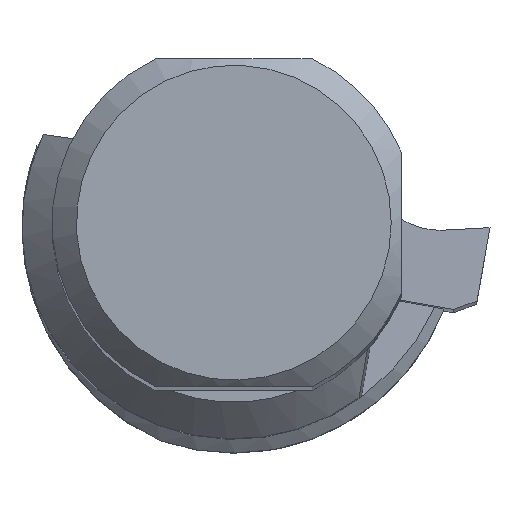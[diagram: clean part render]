
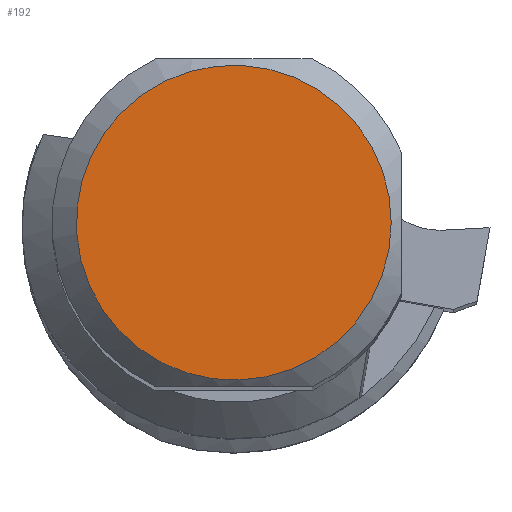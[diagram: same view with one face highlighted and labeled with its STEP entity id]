
A CAD part, top view. The second image highlights one B-rep face of the part: STEP entity #192.
In plain terms, the highlighted planar face has unit normal (0, 0, 1).
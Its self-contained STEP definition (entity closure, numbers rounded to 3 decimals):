
#129=CIRCLE('',#1356,11.);
#192=ADVANCED_FACE('',(#300),#239,.T.);
#239=PLANE('',#1357);
#300=FACE_OUTER_BOUND('',#364,.T.);
#364=EDGE_LOOP('',(#680));
#680=ORIENTED_EDGE('',*,*,#985,.F.);
#819=VERTEX_POINT('',#2065);
#985=EDGE_CURVE('',#819,#819,#129,.T.);
#1356=AXIS2_PLACEMENT_3D('',#2064,#1677,#1678);
#1357=AXIS2_PLACEMENT_3D('',#2066,#1679,#1680);
#1677=DIRECTION('',(0.,0.,-1.));
#1678=DIRECTION('',(1.,0.,0.));
#1679=DIRECTION('',(0.,0.,1.));
#1680=DIRECTION('',(1.,0.,0.));
#2064=CARTESIAN_POINT('',(0.,0.,143.5));
#2065=CARTESIAN_POINT('',(11.,0.,143.5));
#2066=CARTESIAN_POINT('',(11.,0.,143.5));
